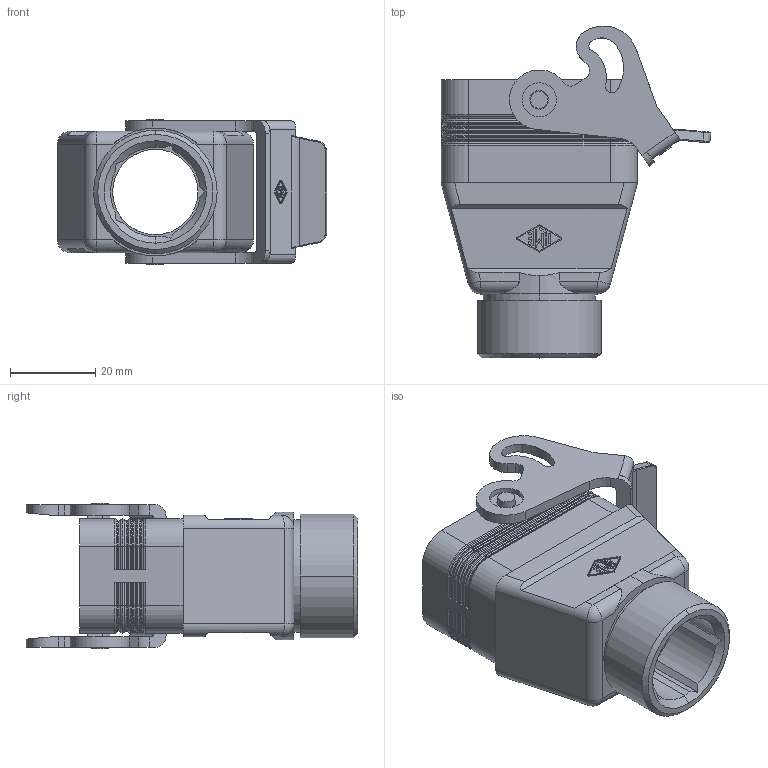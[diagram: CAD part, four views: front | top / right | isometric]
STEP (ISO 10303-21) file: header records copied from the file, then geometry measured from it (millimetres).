
FILE_DESCRIPTION(('CoCreate Modeling STEP Export'),'2;1');
FILE_NAME('CQS_08_VG.stp','2009-12-18T11:59:09',(''),(''),'CoCreate Modeling STEP processor for AP214 (Solid Model)','CoCreate Modeling 16.00A 16-Aug-2008 (C) Parametric Technology GmbH','');
FILE_SCHEMA(('AUTOMOTIVE_DESIGN { 1 0 10303 214 1 1 1 1 }'));
Length unit declared in the file: millimetre
Products named in the file (3): CUSTODIA_CQ_08_V; LEVA_CQ_08_IAP; CQS_08_VG
Assembly tree (2 placements, depth 2):
  CQS_08_VG
    LEVA_CQ_08_IAP
    CUSTODIA_CQ_08_V
Bounding box: 63.2 x 77.79 x 34 mm (x, y, z)
Volume: 26880.6 mm3; surface area: 22123.2 mm2
Topology: 2 solids, 2 shells, 635 faces, 1579 edges, 968 vertices
Faces by surface type: plane 251, cylinder 250, torus 68, cone 36, bspline 21, extrusion 5, sphere 4
Entity records: 24650 total; most frequent: CARTESIAN_POINT 5682, ORIENTED_EDGE 3150, DIRECTION 2622, EDGE_CURVE 1575, VERTEX_POINT 968, AXIS2_PLACEMENT_3D 908, VECTOR 806, LINE 801
